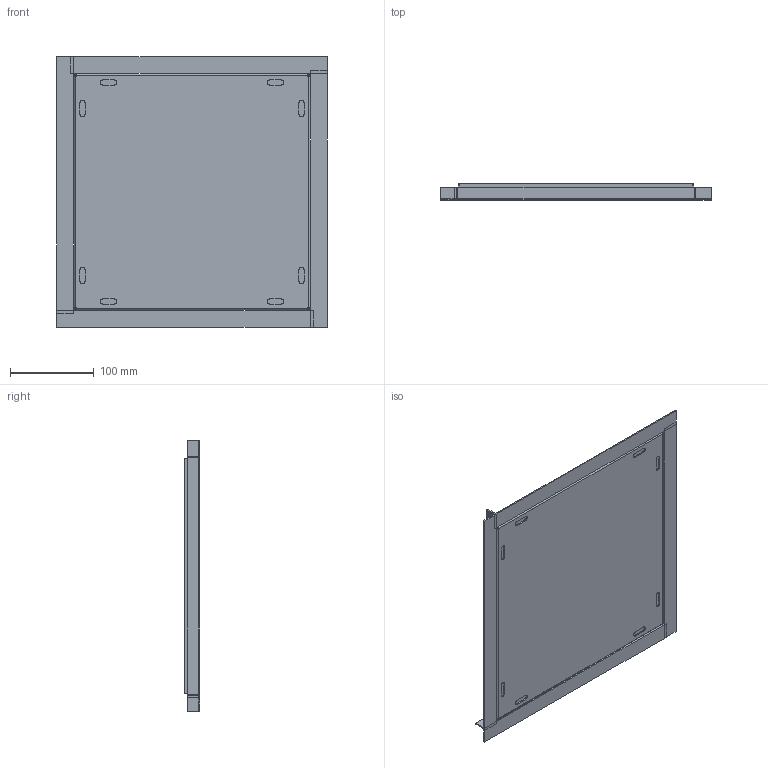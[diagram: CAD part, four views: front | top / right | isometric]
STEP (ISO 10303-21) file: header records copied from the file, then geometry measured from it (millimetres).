
FILE_DESCRIPTION (( 'STEP AP214' ), '1' );
FILE_NAME ('7406004_KSTP1.stp', '2016-10-10T12:52:00', ( '' ), ( '' ), 'SwSTEP 2.0', 'SolidWorks 2016', '' );
FILE_SCHEMA (( 'AUTOMOTIVE_DESIGN' ));
Length unit declared in the file: millimetre
Products named in the file (5): 7406004_KSTP1; 40491AA_39408332T1_H=19mm_VA; 43475B_Standard; 000157_Standard; 002271_39441170 H=15 VA
Assembly tree (7 placements, depth 3):
  7406004_KSTP1
    000157_Standard
      40491AA_39408332T1_H=19mm_VA
      43475B_Standard
    002271_39441170 H=15 VA  x4
Bounding box: 323.8 x 19 x 323.8 mm (x, y, z)
Volume: 512925.5 mm3; surface area: 440977.2 mm2
Topology: 6 solids, 6 shells, 136 faces, 340 edges, 216 vertices
Faces by surface type: plane 108, cylinder 28
Entity records: 3566 total; most frequent: CARTESIAN_POINT 589, DIRECTION 588, ORIENTED_EDGE 572, EDGE_CURVE 286, LINE 230, VECTOR 230, VERTEX_POINT 180, AXIS2_PLACEMENT_3D 179
